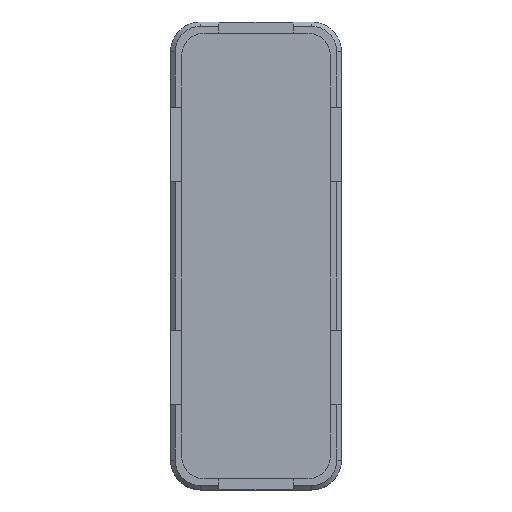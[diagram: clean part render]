
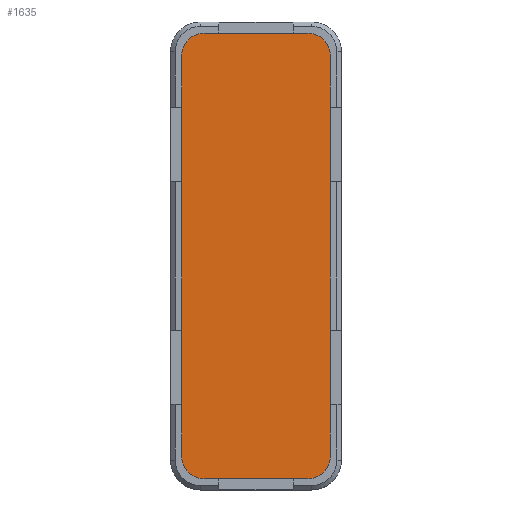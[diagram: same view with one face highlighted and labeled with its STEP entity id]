
A CAD part, top view. The second image highlights one B-rep face of the part: STEP entity #1635.
In plain terms, the highlighted planar face has unit normal (0, 0, 1).
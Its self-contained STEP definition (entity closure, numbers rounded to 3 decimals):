
#1014 = VERTEX_POINT('',#1015);
#1015 = CARTESIAN_POINT('',(-7.,30.,2.));
#1021 = EDGE_CURVE('',#1014,#1022,#1024,.T.);
#1022 = VERTEX_POINT('',#1023);
#1023 = CARTESIAN_POINT('',(7.,30.,2.));
#1024 = LINE('',#1025,#1026);
#1025 = CARTESIAN_POINT('',(-7.,30.,2.));
#1026 = VECTOR('',#1027,1.);
#1027 = DIRECTION('',(1.,0.,0.));
#1048 = EDGE_CURVE('',#1014,#1049,#1051,.T.);
#1049 = VERTEX_POINT('',#1050);
#1050 = CARTESIAN_POINT('',(-10.,27.,2.));
#1051 = CIRCLE('',#1052,3.);
#1052 = AXIS2_PLACEMENT_3D('',#1053,#1054,#1055);
#1053 = CARTESIAN_POINT('',(-7.,27.,2.));
#1054 = DIRECTION('',(0.,0.,1.));
#1055 = DIRECTION('',(1.,0.,0.));
#1081 = VERTEX_POINT('',#1082);
#1082 = CARTESIAN_POINT('',(-10.,-27.,2.));
#1088 = EDGE_CURVE('',#1081,#1049,#1089,.T.);
#1089 = LINE('',#1090,#1091);
#1090 = CARTESIAN_POINT('',(-10.,-27.,2.));
#1091 = VECTOR('',#1092,1.);
#1092 = DIRECTION('',(0.,1.,0.));
#1572 = VERTEX_POINT('',#1573);
#1573 = CARTESIAN_POINT('',(10.,27.,2.));
#1579 = EDGE_CURVE('',#1572,#1580,#1582,.T.);
#1580 = VERTEX_POINT('',#1581);
#1581 = CARTESIAN_POINT('',(10.,-27.,2.));
#1582 = LINE('',#1583,#1584);
#1583 = CARTESIAN_POINT('',(10.,27.,2.));
#1584 = VECTOR('',#1585,1.);
#1585 = DIRECTION('',(0.,-1.,0.));
#1622 = EDGE_CURVE('',#1572,#1022,#1623,.T.);
#1623 = CIRCLE('',#1624,3.);
#1624 = AXIS2_PLACEMENT_3D('',#1625,#1626,#1627);
#1625 = CARTESIAN_POINT('',(7.,27.,2.));
#1626 = DIRECTION('',(0.,0.,1.));
#1627 = DIRECTION('',(1.,0.,0.));
#1635 = ADVANCED_FACE('',(#1636),#1667,.T.);
#1636 = FACE_BOUND('',#1637,.T.);
#1637 = EDGE_LOOP('',(#1638,#1639,#1640,#1649,#1657,#1664,#1665,#1666));
#1638 = ORIENTED_EDGE('',*,*,#1048,.T.);
#1639 = ORIENTED_EDGE('',*,*,#1088,.F.);
#1640 = ORIENTED_EDGE('',*,*,#1641,.T.);
#1641 = EDGE_CURVE('',#1081,#1642,#1644,.T.);
#1642 = VERTEX_POINT('',#1643);
#1643 = CARTESIAN_POINT('',(-7.,-30.,2.));
#1644 = CIRCLE('',#1645,3.);
#1645 = AXIS2_PLACEMENT_3D('',#1646,#1647,#1648);
#1646 = CARTESIAN_POINT('',(-7.,-27.,2.));
#1647 = DIRECTION('',(0.,0.,1.));
#1648 = DIRECTION('',(1.,0.,0.));
#1649 = ORIENTED_EDGE('',*,*,#1650,.F.);
#1650 = EDGE_CURVE('',#1651,#1642,#1653,.T.);
#1651 = VERTEX_POINT('',#1652);
#1652 = CARTESIAN_POINT('',(7.,-30.,2.));
#1653 = LINE('',#1654,#1655);
#1654 = CARTESIAN_POINT('',(7.,-30.,2.));
#1655 = VECTOR('',#1656,1.);
#1656 = DIRECTION('',(-1.,0.,0.));
#1657 = ORIENTED_EDGE('',*,*,#1658,.T.);
#1658 = EDGE_CURVE('',#1651,#1580,#1659,.T.);
#1659 = CIRCLE('',#1660,3.);
#1660 = AXIS2_PLACEMENT_3D('',#1661,#1662,#1663);
#1661 = CARTESIAN_POINT('',(7.,-27.,2.));
#1662 = DIRECTION('',(0.,0.,1.));
#1663 = DIRECTION('',(1.,0.,0.));
#1664 = ORIENTED_EDGE('',*,*,#1579,.F.);
#1665 = ORIENTED_EDGE('',*,*,#1622,.T.);
#1666 = ORIENTED_EDGE('',*,*,#1021,.F.);
#1667 = PLANE('',#1668);
#1668 = AXIS2_PLACEMENT_3D('',#1669,#1670,#1671);
#1669 = CARTESIAN_POINT('',(0.,0.,2.));
#1670 = DIRECTION('',(0.,0.,1.));
#1671 = DIRECTION('',(1.,0.,0.));
